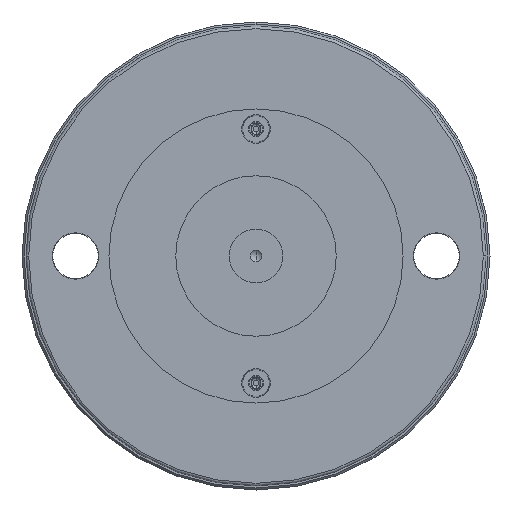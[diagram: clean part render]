
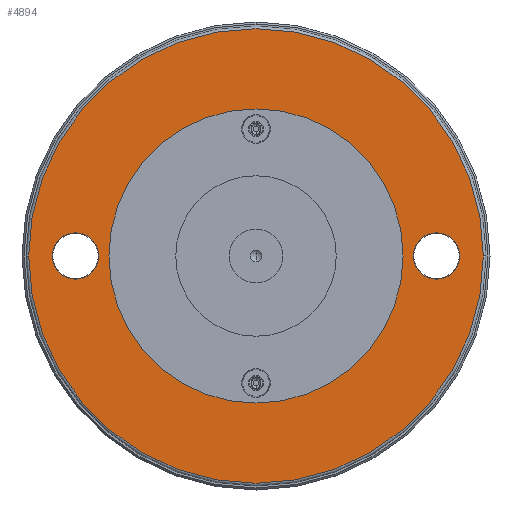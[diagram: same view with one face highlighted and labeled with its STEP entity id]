
A CAD part, front view. The second image highlights one B-rep face of the part: STEP entity #4894.
In plain terms, the highlighted face is planar.
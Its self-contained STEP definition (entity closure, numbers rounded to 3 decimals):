
#79 = DIRECTION ( 'NONE',  ( -1., 0., 0. ) ) ;
#80 = DIRECTION ( 'NONE',  ( 0., 0., -1. ) ) ;
#81 = CARTESIAN_POINT ( 'NONE',  ( 67.5, 0., 8. ) ) ;
#82 = DIRECTION ( 'NONE',  ( 1., 0., 0. ) ) ;
#83 = DIRECTION ( 'NONE',  ( 0., 0., 1. ) ) ;
#130 = DIRECTION ( 'NONE',  ( 0., 0., -1. ) ) ;
#131 = DIRECTION ( 'NONE',  ( -1., 0., 0. ) ) ;
#143 = CARTESIAN_POINT ( 'NONE',  ( 0., 0., 8. ) ) ;
#147 = DIRECTION ( 'NONE',  ( 0., 0., 1. ) ) ;
#214 = DIRECTION ( 'NONE',  ( 0., 0., -1. ) ) ;
#283 = CARTESIAN_POINT ( 'NONE',  ( 0., 0., 8. ) ) ;
#362 = CARTESIAN_POINT ( 'NONE',  ( -67.5, 0., 8. ) ) ;
#435 = CARTESIAN_POINT ( 'NONE',  ( 67.5, 0., 8. ) ) ;
#455 = DIRECTION ( 'NONE',  ( -1., 0., 0. ) ) ;
#456 = DIRECTION ( 'NONE',  ( 0., 0., -1. ) ) ;
#458 = CARTESIAN_POINT ( 'NONE',  ( -67.5, 0., 8. ) ) ;
#857 = DIRECTION ( 'NONE',  ( -1., 0., 0. ) ) ;
#886 = DIRECTION ( 'NONE',  ( 1., 0., 0. ) ) ;
#1046 = VERTEX_POINT ( 'NONE', #4749 ) ;
#1054 = VERTEX_POINT ( 'NONE', #4548 ) ;
#1066 = VERTEX_POINT ( 'NONE', #4469 ) ;
#1177 = VERTEX_POINT ( 'NONE', #4341 ) ;
#1188 = VERTEX_POINT ( 'NONE', #4326 ) ;
#1230 = VERTEX_POINT ( 'NONE', #4667 ) ;
#1255 = EDGE_LOOP ( 'NONE', ( #2064, #1575 ) ) ;
#1263 = VERTEX_POINT ( 'NONE', #4740 ) ;
#1303 = VERTEX_POINT ( 'NONE', #4632 ) ;
#1306 = EDGE_LOOP ( 'NONE', ( #5357, #2012 ) ) ;
#1570 = ORIENTED_EDGE ( 'NONE', *, *, #2997, .T. ) ;
#1575 = ORIENTED_EDGE ( 'NONE', *, *, #2687, .T. ) ;
#1723 = ORIENTED_EDGE ( 'NONE', *, *, #3132, .T. ) ;
#1987 = ORIENTED_EDGE ( 'NONE', *, *, #3137, .T. ) ;
#2012 = ORIENTED_EDGE ( 'NONE', *, *, #2685, .F. ) ;
#2064 = ORIENTED_EDGE ( 'NONE', *, *, #2998, .T. ) ;
#2183 = CIRCLE ( 'NONE', #3462, 55. ) ;
#2184 = CIRCLE ( 'NONE', #2458, 8.65 ) ;
#2309 = CIRCLE ( 'NONE', #2790, 8.65 ) ;
#2315 = CIRCLE ( 'NONE', #2788, 85. ) ;
#2318 = CIRCLE ( 'NONE', #2787, 85. ) ;
#2419 = CIRCLE ( 'NONE', #2946, 8.65 ) ;
#2420 = CIRCLE ( 'NONE', #2945, 8.65 ) ;
#2422 = CIRCLE ( 'NONE', #2947, 55. ) ;
#2458 = AXIS2_PLACEMENT_3D ( 'NONE', #435, #214, #857 ) ;
#2585 = AXIS2_PLACEMENT_3D ( 'NONE', #5895, #5892, #5896 ) ;
#2685 = EDGE_CURVE ( 'NONE', #1230, #1188, #2183, .T. ) ;
#2687 = EDGE_CURVE ( 'NONE', #1066, #1054, #2184, .T. ) ;
#2787 = AXIS2_PLACEMENT_3D ( 'NONE', #3703, #3704, #3706 ) ;
#2788 = AXIS2_PLACEMENT_3D ( 'NONE', #3757, #3758, #4125 ) ;
#2790 = AXIS2_PLACEMENT_3D ( 'NONE', #458, #456, #455 ) ;
#2945 = AXIS2_PLACEMENT_3D ( 'NONE', #362, #130, #131 ) ;
#2946 = AXIS2_PLACEMENT_3D ( 'NONE', #81, #80, #79 ) ;
#2947 = AXIS2_PLACEMENT_3D ( 'NONE', #283, #83, #82 ) ;
#2997 = EDGE_CURVE ( 'NONE', #1177, #1263, #2420, .T. ) ;
#2998 = EDGE_CURVE ( 'NONE', #1054, #1066, #2419, .T. ) ;
#2999 = EDGE_CURVE ( 'NONE', #1188, #1230, #2422, .T. ) ;
#3132 = EDGE_CURVE ( 'NONE', #1263, #1177, #2309, .T. ) ;
#3136 = EDGE_CURVE ( 'NONE', #1046, #1303, #2315, .T. ) ;
#3137 = EDGE_CURVE ( 'NONE', #1303, #1046, #2318, .T. ) ;
#3462 = AXIS2_PLACEMENT_3D ( 'NONE', #143, #147, #886 ) ;
#3703 = CARTESIAN_POINT ( 'NONE',  ( 0., 0., 8. ) ) ;
#3704 = DIRECTION ( 'NONE',  ( 0., 0., 1. ) ) ;
#3706 = DIRECTION ( 'NONE',  ( -1., 0., 0. ) ) ;
#3757 = CARTESIAN_POINT ( 'NONE',  ( 0., 0., 8. ) ) ;
#3758 = DIRECTION ( 'NONE',  ( 0., 0., 1. ) ) ;
#4125 = DIRECTION ( 'NONE',  ( -1., 0., 0. ) ) ;
#4326 = CARTESIAN_POINT ( 'NONE',  ( 55., 0., 8. ) ) ;
#4341 = CARTESIAN_POINT ( 'NONE',  ( -76.15, 0., 8. ) ) ;
#4469 = CARTESIAN_POINT ( 'NONE',  ( 76.15, 0., 8. ) ) ;
#4548 = CARTESIAN_POINT ( 'NONE',  ( 58.85, 0., 8. ) ) ;
#4632 = CARTESIAN_POINT ( 'NONE',  ( -85., 0., 8. ) ) ;
#4667 = CARTESIAN_POINT ( 'NONE',  ( -55., 0., 8. ) ) ;
#4740 = CARTESIAN_POINT ( 'NONE',  ( -58.85, 0., 8. ) ) ;
#4749 = CARTESIAN_POINT ( 'NONE',  ( 85., 0., 8. ) ) ;
#4894 = ADVANCED_FACE ( 'NONE', ( #6545, #6575, #6548, #6528 ), #5893, .F. ) ;
#5005 = EDGE_LOOP ( 'NONE', ( #1570, #1723 ) ) ;
#5236 = ORIENTED_EDGE ( 'NONE', *, *, #3136, .T. ) ;
#5245 = EDGE_LOOP ( 'NONE', ( #1987, #5236 ) ) ;
#5357 = ORIENTED_EDGE ( 'NONE', *, *, #2999, .F. ) ;
#5892 = DIRECTION ( 'NONE',  ( 0., 0., -1. ) ) ;
#5893 = PLANE ( 'NONE',  #2585 ) ;
#5895 = CARTESIAN_POINT ( 'NONE',  ( 0., 0., 8. ) ) ;
#5896 = DIRECTION ( 'NONE',  ( -1., 0., 0. ) ) ;
#6528 = FACE_OUTER_BOUND ( 'NONE', #5245, .T. ) ;
#6545 = FACE_BOUND ( 'NONE', #1306, .T. ) ;
#6548 = FACE_BOUND ( 'NONE', #5005, .T. ) ;
#6575 = FACE_BOUND ( 'NONE', #1255, .T. ) ;
